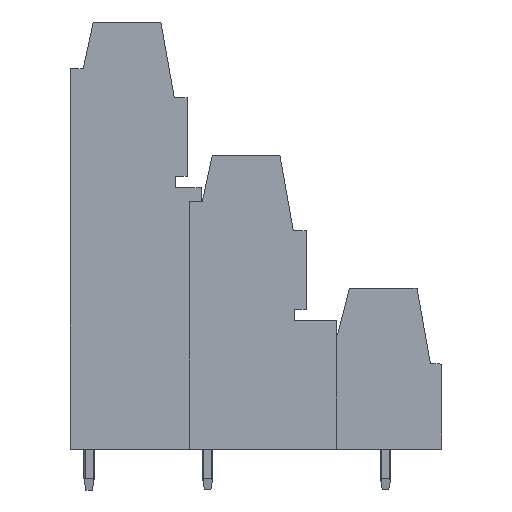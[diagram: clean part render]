
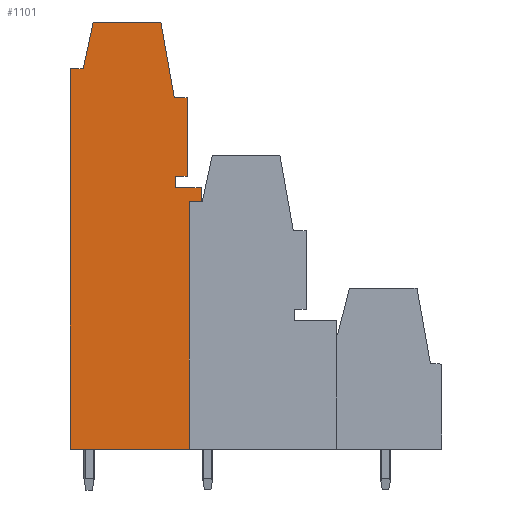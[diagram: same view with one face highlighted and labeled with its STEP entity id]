
A CAD part, left-side view. The second image highlights one B-rep face of the part: STEP entity #1101.
In plain terms, the highlighted planar face has unit normal (-1, 0, 0).
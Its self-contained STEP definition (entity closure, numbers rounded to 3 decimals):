
#904=AXIS2_PLACEMENT_3D('Plane Axis2P3D',#901,#902,#903) ;
#789=CARTESIAN_POINT('Vertex',(2.54,20.6,24.7)) ;
#792=CARTESIAN_POINT('Line Origine',(2.54,21.1,24.7)) ;
#796=CARTESIAN_POINT('Vertex',(2.54,21.6,24.7)) ;
#822=CARTESIAN_POINT('Vertex',(2.54,21.6,3.5)) ;
#825=CARTESIAN_POINT('Line Origine',(2.54,26.7,3.5)) ;
#829=CARTESIAN_POINT('Vertex',(2.54,31.8,3.5)) ;
#901=CARTESIAN_POINT('Axis2P3D Location',(2.54,35.177,3.5)) ;
#1005=CARTESIAN_POINT('Line Origine',(2.54,20.6,25.3)) ;
#1009=CARTESIAN_POINT('Vertex',(2.54,20.6,25.9)) ;
#1012=CARTESIAN_POINT('Line Origine',(2.54,21.7,25.9)) ;
#1016=CARTESIAN_POINT('Vertex',(2.54,22.8,25.9)) ;
#1019=CARTESIAN_POINT('Line Origine',(2.54,22.8,26.4)) ;
#1023=CARTESIAN_POINT('Vertex',(2.54,22.8,26.9)) ;
#1026=CARTESIAN_POINT('Line Origine',(2.54,22.3,26.9)) ;
#1030=CARTESIAN_POINT('Vertex',(2.54,21.8,26.9)) ;
#1033=CARTESIAN_POINT('Line Origine',(2.54,21.8,30.25)) ;
#1037=CARTESIAN_POINT('Vertex',(2.54,21.8,33.6)) ;
#1040=CARTESIAN_POINT('Line Origine',(2.54,22.352,33.6)) ;
#1044=CARTESIAN_POINT('Vertex',(2.54,22.904,33.6)) ;
#1047=CARTESIAN_POINT('Line Origine',(2.54,23.477,36.85)) ;
#1051=CARTESIAN_POINT('Vertex',(2.54,24.05,40.1)) ;
#1054=CARTESIAN_POINT('Line Origine',(2.54,26.95,40.1)) ;
#1058=CARTESIAN_POINT('Vertex',(2.54,29.85,40.1)) ;
#1061=CARTESIAN_POINT('Line Origine',(2.54,30.275,38.1)) ;
#1065=CARTESIAN_POINT('Vertex',(2.54,30.7,36.1)) ;
#1068=CARTESIAN_POINT('Line Origine',(2.54,31.25,36.1)) ;
#1072=CARTESIAN_POINT('Vertex',(2.54,31.8,36.1)) ;
#1075=CARTESIAN_POINT('Line Origine',(2.54,31.8,19.8)) ;
#1080=CARTESIAN_POINT('Line Origine',(2.54,21.6,14.1)) ;
#793=DIRECTION('Vector Direction',(0.,1.,0.)) ;
#826=DIRECTION('Vector Direction',(0.,-1.,0.)) ;
#902=DIRECTION('Axis2P3D Direction',(-1.,0.,0.)) ;
#903=DIRECTION('Axis2P3D XDirection',(0.,-1.,0.)) ;
#1006=DIRECTION('Vector Direction',(0.,0.,1.)) ;
#1013=DIRECTION('Vector Direction',(0.,1.,0.)) ;
#1020=DIRECTION('Vector Direction',(0.,0.,-1.)) ;
#1027=DIRECTION('Vector Direction',(0.,1.,0.)) ;
#1034=DIRECTION('Vector Direction',(0.,0.,-1.)) ;
#1041=DIRECTION('Vector Direction',(0.,-1.,0.)) ;
#1048=DIRECTION('Vector Direction',(0.,-0.174,-0.985)) ;
#1055=DIRECTION('Vector Direction',(0.,-1.,0.)) ;
#1062=DIRECTION('Vector Direction',(0.,-0.208,0.978)) ;
#1069=DIRECTION('Vector Direction',(0.,-1.,0.)) ;
#1076=DIRECTION('Vector Direction',(0.,0.,1.)) ;
#1081=DIRECTION('Vector Direction',(0.,0.,1.)) ;
#794=VECTOR('Line Direction',#793,1.) ;
#827=VECTOR('Line Direction',#826,1.) ;
#1007=VECTOR('Line Direction',#1006,1.) ;
#1014=VECTOR('Line Direction',#1013,1.) ;
#1021=VECTOR('Line Direction',#1020,1.) ;
#1028=VECTOR('Line Direction',#1027,1.) ;
#1035=VECTOR('Line Direction',#1034,1.) ;
#1042=VECTOR('Line Direction',#1041,1.) ;
#1049=VECTOR('Line Direction',#1048,1.) ;
#1056=VECTOR('Line Direction',#1055,1.) ;
#1063=VECTOR('Line Direction',#1062,1.) ;
#1070=VECTOR('Line Direction',#1069,1.) ;
#1077=VECTOR('Line Direction',#1076,1.) ;
#1082=VECTOR('Line Direction',#1081,1.) ;
#1086=ORIENTED_EDGE('',*,*,#1011,.T.) ;
#1087=ORIENTED_EDGE('',*,*,#1018,.T.) ;
#1088=ORIENTED_EDGE('',*,*,#1025,.F.) ;
#1089=ORIENTED_EDGE('',*,*,#1032,.F.) ;
#1090=ORIENTED_EDGE('',*,*,#1039,.F.) ;
#1091=ORIENTED_EDGE('',*,*,#1046,.F.) ;
#1092=ORIENTED_EDGE('',*,*,#1053,.F.) ;
#1093=ORIENTED_EDGE('',*,*,#1060,.F.) ;
#1094=ORIENTED_EDGE('',*,*,#1067,.F.) ;
#1095=ORIENTED_EDGE('',*,*,#1074,.F.) ;
#1096=ORIENTED_EDGE('',*,*,#1079,.F.) ;
#1097=ORIENTED_EDGE('',*,*,#831,.T.) ;
#1098=ORIENTED_EDGE('',*,*,#1084,.T.) ;
#1099=ORIENTED_EDGE('',*,*,#798,.F.) ;
#1101=ADVANCED_FACE('HOUSING',(#1100),#905,.T.) ;
#798=EDGE_CURVE('',#790,#797,#795,.T.) ;
#831=EDGE_CURVE('',#830,#823,#828,.T.) ;
#1011=EDGE_CURVE('',#790,#1010,#1008,.T.) ;
#1018=EDGE_CURVE('',#1010,#1017,#1015,.T.) ;
#1025=EDGE_CURVE('',#1024,#1017,#1022,.T.) ;
#1032=EDGE_CURVE('',#1031,#1024,#1029,.T.) ;
#1039=EDGE_CURVE('',#1038,#1031,#1036,.T.) ;
#1046=EDGE_CURVE('',#1045,#1038,#1043,.T.) ;
#1053=EDGE_CURVE('',#1052,#1045,#1050,.T.) ;
#1060=EDGE_CURVE('',#1059,#1052,#1057,.T.) ;
#1067=EDGE_CURVE('',#1066,#1059,#1064,.T.) ;
#1074=EDGE_CURVE('',#1073,#1066,#1071,.T.) ;
#1079=EDGE_CURVE('',#830,#1073,#1078,.T.) ;
#1084=EDGE_CURVE('',#823,#797,#1083,.T.) ;
#1085=EDGE_LOOP('',(#1086,#1087,#1088,#1089,#1090,#1091,#1092,#1093,#1094,#1095,#1096,#1097,#1098,#1099)) ;
#1100=FACE_OUTER_BOUND('',#1085,.T.) ;
#795=LINE('Line',#792,#794) ;
#828=LINE('Line',#825,#827) ;
#1008=LINE('Line',#1005,#1007) ;
#1015=LINE('Line',#1012,#1014) ;
#1022=LINE('Line',#1019,#1021) ;
#1029=LINE('Line',#1026,#1028) ;
#1036=LINE('Line',#1033,#1035) ;
#1043=LINE('Line',#1040,#1042) ;
#1050=LINE('Line',#1047,#1049) ;
#1057=LINE('Line',#1054,#1056) ;
#1064=LINE('Line',#1061,#1063) ;
#1071=LINE('Line',#1068,#1070) ;
#1078=LINE('Line',#1075,#1077) ;
#1083=LINE('Line',#1080,#1082) ;
#905=PLANE('',#904) ;
#790=VERTEX_POINT('',#789) ;
#797=VERTEX_POINT('',#796) ;
#823=VERTEX_POINT('',#822) ;
#830=VERTEX_POINT('',#829) ;
#1010=VERTEX_POINT('',#1009) ;
#1017=VERTEX_POINT('',#1016) ;
#1024=VERTEX_POINT('',#1023) ;
#1031=VERTEX_POINT('',#1030) ;
#1038=VERTEX_POINT('',#1037) ;
#1045=VERTEX_POINT('',#1044) ;
#1052=VERTEX_POINT('',#1051) ;
#1059=VERTEX_POINT('',#1058) ;
#1066=VERTEX_POINT('',#1065) ;
#1073=VERTEX_POINT('',#1072) ;
